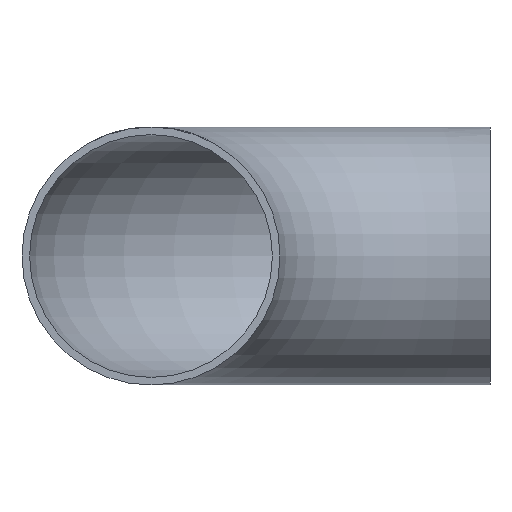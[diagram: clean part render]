
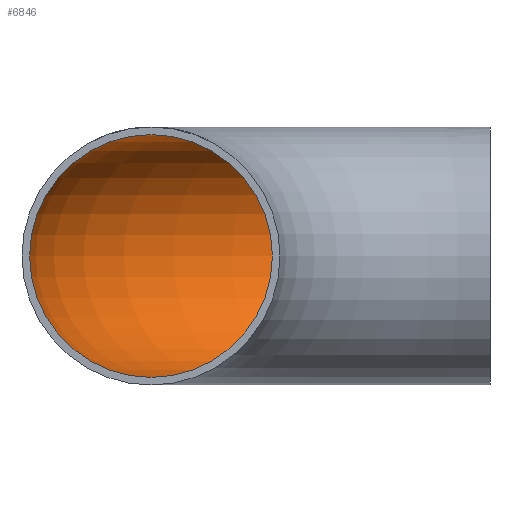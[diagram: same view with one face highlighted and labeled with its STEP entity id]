
A CAD part, front view. The second image highlights one B-rep face of the part: STEP entity #6846.
In plain terms, the highlighted toroidal (fillet/blend) face has major radius 133.5 mm and minor radius 47.8 mm.
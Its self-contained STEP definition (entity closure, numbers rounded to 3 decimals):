
#30 = CARTESIAN_POINT ( 'NONE',  ( 0., 0., 0. ) ) ;
#407 = ORIENTED_EDGE ( 'NONE', *, *, #5512, .F. ) ;
#796 = DIRECTION ( 'NONE',  ( -1., 0., 0. ) ) ;
#1396 = DIRECTION ( 'NONE',  ( 0., 1., 0. ) ) ;
#1679 = CIRCLE ( 'NONE', #5058, 47.8 ) ;
#2072 = VERTEX_POINT ( 'NONE', #4860 ) ;
#2342 = ORIENTED_EDGE ( 'NONE', *, *, #4898, .T. ) ;
#2521 = CARTESIAN_POINT ( 'NONE',  ( -133.5, 0., 0. ) ) ;
#2686 = EDGE_LOOP ( 'NONE', ( #2342 ) ) ;
#2692 = FACE_OUTER_BOUND ( 'NONE', #2686, .T. ) ;
#2837 = AXIS2_PLACEMENT_3D ( 'NONE', #2521, #1396, #6548 ) ;
#3407 = VERTEX_POINT ( 'NONE', #6563 ) ;
#3590 = CARTESIAN_POINT ( 'NONE',  ( 0., 133.5, 0. ) ) ;
#3633 = DIRECTION ( 'NONE',  ( 0., 0., -1. ) ) ;
#3941 = FACE_OUTER_BOUND ( 'NONE', #7009, .T. ) ;
#4680 = DIRECTION ( 'NONE',  ( 0., 1., 0. ) ) ;
#4860 = CARTESIAN_POINT ( 'NONE',  ( 0., 181.3, 0. ) ) ;
#4898 = EDGE_CURVE ( 'NONE', #2072, #2072, #1679, .T. ) ;
#5032 = TOROIDAL_SURFACE ( 'NONE', #6617, 133.5, 47.8 ) ;
#5058 = AXIS2_PLACEMENT_3D ( 'NONE', #3590, #6921, #4680 ) ;
#5337 = CIRCLE ( 'NONE', #2837, 47.8 ) ;
#5512 = EDGE_CURVE ( 'NONE', #3407, #3407, #5337, .T. ) ;
#6548 = DIRECTION ( 'NONE',  ( 0., 0., 1. ) ) ;
#6563 = CARTESIAN_POINT ( 'NONE',  ( -133.5, 0., 47.8 ) ) ;
#6617 = AXIS2_PLACEMENT_3D ( 'NONE', #30, #3633, #796 ) ;
#6846 = ADVANCED_FACE ( 'NONE', ( #2692, #3941 ), #5032, .F. ) ;
#6921 = DIRECTION ( 'NONE',  ( 1., 0., 0. ) ) ;
#7009 = EDGE_LOOP ( 'NONE', ( #407 ) ) ;
